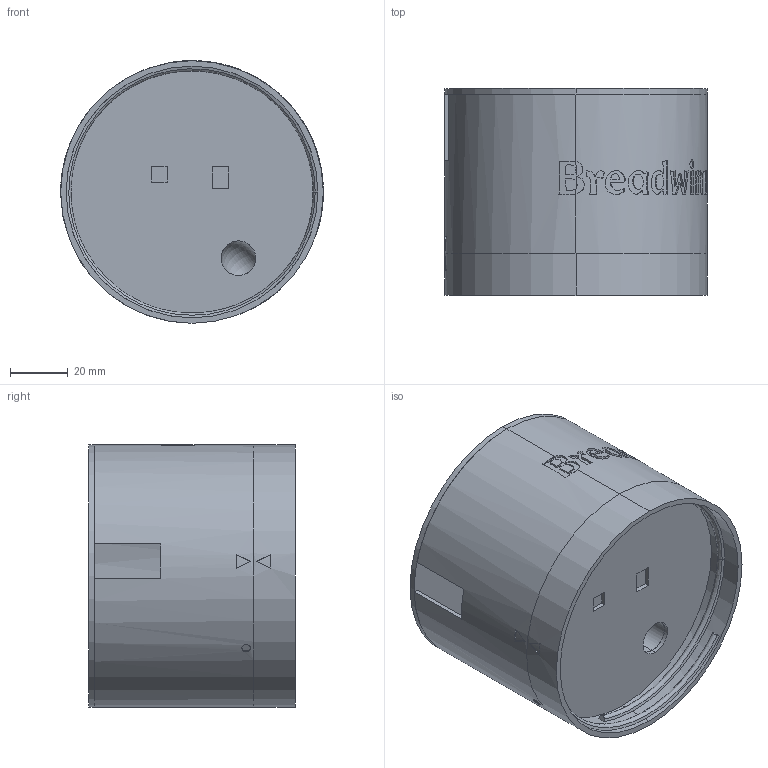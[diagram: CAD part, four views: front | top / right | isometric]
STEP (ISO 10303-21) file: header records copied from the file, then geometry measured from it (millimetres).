
FILE_DESCRIPTION (( 'STEP AP214' ), '1' );
FILE_NAME ('breadwinner_alpha_20210408.STEP', '2021-04-08T22:22:48', ( '' ), ( '' ), 'SwSTEP 2.0', 'SolidWorks 2017', '' );
FILE_SCHEMA (( 'AUTOMOTIVE_DESIGN' ));
Length unit declared in the file: millimetre
Products named in the file (1): breadwinner_alpha_20210408
Bounding box: 90.8 x 71.5 x 90.8 mm (x, y, z)
Volume: 66827.4 mm3; surface area: 83586.3 mm2
Topology: 3 solids, 4 shells, 884 faces, 2578 edges, 1720 vertices
Faces by surface type: bspline 448, plane 252, cylinder 147, torus 31, cone 6
Entity records: 33640 total; most frequent: CARTESIAN_POINT 14073, ORIENTED_EDGE 5154, EDGE_CURVE 2577, DIRECTION 2395, VERTEX_POINT 1720, B_SPLINE_CURVE_WITH_KNOTS 1497, EDGE_LOOP 945, AXIS2_PLACEMENT_3D 915
